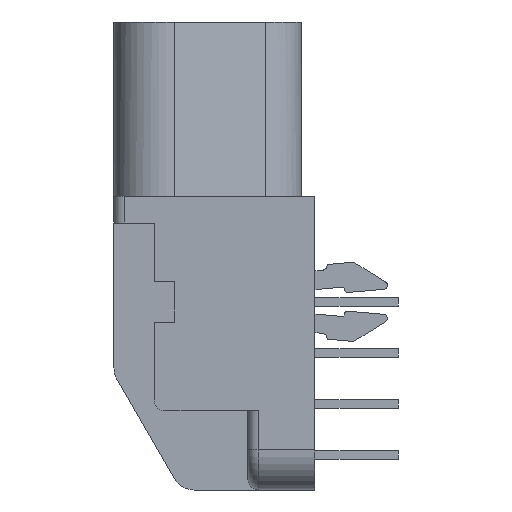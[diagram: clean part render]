
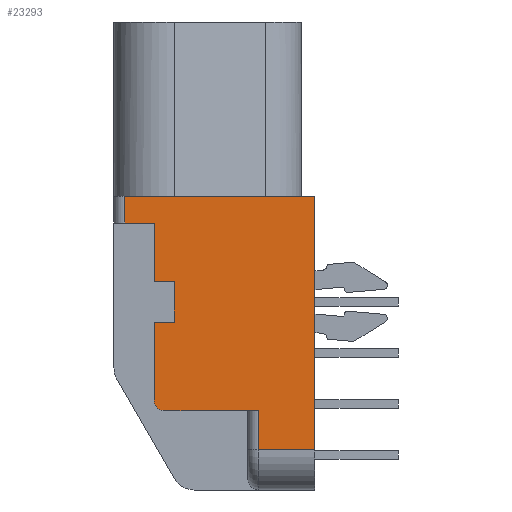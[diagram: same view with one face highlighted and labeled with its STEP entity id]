
A CAD part, left-side view. The second image highlights one B-rep face of the part: STEP entity #23293.
In plain terms, the highlighted planar face has unit normal (-1, 0, 0).
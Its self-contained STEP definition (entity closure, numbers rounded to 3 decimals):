
#429=DIRECTION('',(0.,0.,-1.));
#430=VECTOR('',#429,1.46);
#431=CARTESIAN_POINT('',(-30.365,-1.9,-14.5));
#432=LINE('',#431,#430);
#433=CARTESIAN_POINT('',(-30.365,1.6,-14.1));
#434=DIRECTION('',(-1.,0.,0.));
#435=DIRECTION('',(0.,1.,0.));
#436=AXIS2_PLACEMENT_3D('',#433,#434,#435);
#438=DIRECTION('',(0.,0.,1.));
#439=VECTOR('',#438,2.9);
#440=CARTESIAN_POINT('',(-30.365,2.,-14.1));
#441=LINE('',#440,#439);
#442=DIRECTION('',(0.,-1.,0.));
#443=VECTOR('',#442,0.75);
#444=CARTESIAN_POINT('',(-30.365,2.,-11.2));
#445=LINE('',#444,#443);
#446=DIRECTION('',(0.,1.,0.));
#447=VECTOR('',#446,0.75);
#448=CARTESIAN_POINT('',(-30.365,1.25,-9.68));
#449=LINE('',#448,#447);
#450=DIRECTION('',(0.,0.,1.));
#451=VECTOR('',#450,2.18);
#452=CARTESIAN_POINT('',(-30.365,2.,-9.68));
#453=LINE('',#452,#451);
#454=DIRECTION('',(0.,-1.,0.));
#455=VECTOR('',#454,1.1);
#456=CARTESIAN_POINT('',(-30.365,3.1,-7.5));
#457=LINE('',#456,#455);
#458=DIRECTION('',(0.,0.,-1.));
#459=VECTOR('',#458,1.);
#460=CARTESIAN_POINT('',(-30.365,3.1,-6.5));
#461=LINE('',#460,#459);
#462=DIRECTION('',(0.,-1.,0.));
#463=VECTOR('',#462,7.1);
#464=CARTESIAN_POINT('',(-30.365,3.1,-6.5));
#465=LINE('',#464,#463);
#466=DIRECTION('',(0.,0.,-1.));
#467=VECTOR('',#466,9.46);
#468=CARTESIAN_POINT('',(-30.365,-4.,-6.5));
#469=LINE('',#468,#467);
#470=DIRECTION('',(0.,-1.,0.));
#471=VECTOR('',#470,2.1);
#472=CARTESIAN_POINT('',(-30.365,-1.9,-15.96));
#473=LINE('',#472,#471);
#4944=DIRECTION('',(0.,0.,1.));
#4945=VECTOR('',#4944,1.52);
#4946=CARTESIAN_POINT('',(-30.365,1.25,-11.2));
#4947=LINE('',#4946,#4945);
#5021=DIRECTION('',(0.,-1.,0.));
#5022=VECTOR('',#5021,3.5);
#5023=CARTESIAN_POINT('',(-30.365,1.6,-14.5));
#5024=LINE('',#5023,#5022);
#17381=CARTESIAN_POINT('',(-30.365,-4.,-6.5));
#17383=VERTEX_POINT('',#17381);
#17428=CARTESIAN_POINT('',(-30.365,2.,-9.68));
#17429=CARTESIAN_POINT('',(-30.365,2.,-7.5));
#17430=VERTEX_POINT('',#17428);
#17431=VERTEX_POINT('',#17429);
#20066=CARTESIAN_POINT('',(-30.365,2.,-11.2));
#20067=CARTESIAN_POINT('',(-30.365,1.25,-11.2));
#20068=VERTEX_POINT('',#20066);
#20069=VERTEX_POINT('',#20067);
#20070=CARTESIAN_POINT('',(-30.365,1.25,-9.68));
#20071=VERTEX_POINT('',#20070);
#22704=CARTESIAN_POINT('',(-30.365,-4.,-15.96));
#22706=VERTEX_POINT('',#22704);
#22886=CARTESIAN_POINT('',(-30.365,-1.9,-15.96));
#22887=VERTEX_POINT('',#22886);
#22890=CARTESIAN_POINT('',(-30.365,-1.9,-14.5));
#22891=VERTEX_POINT('',#22890);
#22894=CARTESIAN_POINT('',(-30.365,2.,-14.1));
#22895=CARTESIAN_POINT('',(-30.365,1.6,-14.5));
#22896=VERTEX_POINT('',#22894);
#22897=VERTEX_POINT('',#22895);
#22904=CARTESIAN_POINT('',(-30.365,3.1,-7.5));
#22906=VERTEX_POINT('',#22904);
#22910=CARTESIAN_POINT('',(-30.365,3.1,-6.5));
#22911=VERTEX_POINT('',#22910);
#23262=CARTESIAN_POINT('',(-30.365,0.,0.));
#23263=DIRECTION('',(1.,0.,0.));
#23264=DIRECTION('',(0.,0.,1.));
#23265=AXIS2_PLACEMENT_3D('',#23262,#23263,#23264);
#23266=PLANE('',#23265);
#23268=ORIENTED_EDGE('',*,*,#23267,.F.);
#23270=ORIENTED_EDGE('',*,*,#23269,.F.);
#23272=ORIENTED_EDGE('',*,*,#23271,.F.);
#23274=ORIENTED_EDGE('',*,*,#23273,.T.);
#23276=ORIENTED_EDGE('',*,*,#23275,.T.);
#23278=ORIENTED_EDGE('',*,*,#23277,.T.);
#23280=ORIENTED_EDGE('',*,*,#23279,.T.);
#23282=ORIENTED_EDGE('',*,*,#23281,.T.);
#23283=ORIENTED_EDGE('',*,*,#23252,.F.);
#23284=ORIENTED_EDGE('',*,*,#23241,.F.);
#23286=ORIENTED_EDGE('',*,*,#23285,.T.);
#23288=ORIENTED_EDGE('',*,*,#23287,.T.);
#23290=ORIENTED_EDGE('',*,*,#23289,.F.);
#23291=EDGE_LOOP('',(#23268,#23270,#23272,#23274,#23276,#23278,#23280,#23282,
#23283,#23284,#23286,#23288,#23290));
#23292=FACE_OUTER_BOUND('',#23291,.F.);
#437=CIRCLE('',#436,0.4);
#23241=EDGE_CURVE('',#22911,#22906,#461,.T.);
#23252=EDGE_CURVE('',#22906,#17431,#457,.T.);
#23267=EDGE_CURVE('',#22891,#22887,#432,.T.);
#23269=EDGE_CURVE('',#22897,#22891,#5024,.T.);
#23271=EDGE_CURVE('',#22896,#22897,#437,.T.);
#23273=EDGE_CURVE('',#22896,#20068,#441,.T.);
#23275=EDGE_CURVE('',#20068,#20069,#445,.T.);
#23277=EDGE_CURVE('',#20069,#20071,#4947,.T.);
#23279=EDGE_CURVE('',#20071,#17430,#449,.T.);
#23281=EDGE_CURVE('',#17430,#17431,#453,.T.);
#23285=EDGE_CURVE('',#22911,#17383,#465,.T.);
#23287=EDGE_CURVE('',#17383,#22706,#469,.T.);
#23289=EDGE_CURVE('',#22887,#22706,#473,.T.);
#23293=ADVANCED_FACE('',(#23292),#23266,.F.);
